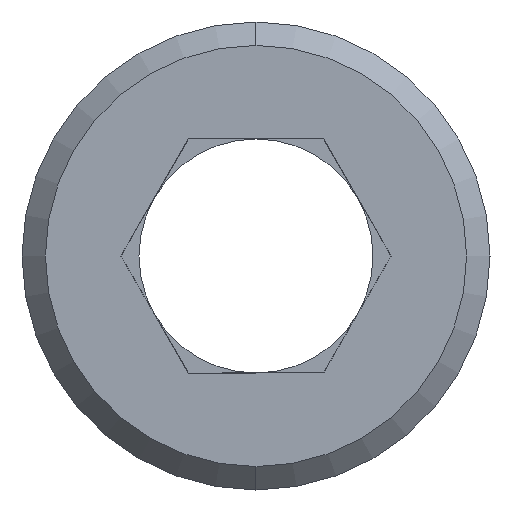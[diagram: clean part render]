
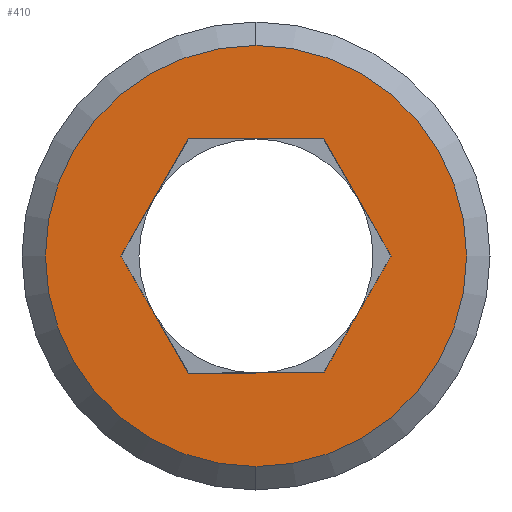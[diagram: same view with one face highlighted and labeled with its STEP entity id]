
A CAD part, left-side view. The second image highlights one B-rep face of the part: STEP entity #410.
In plain terms, the highlighted planar face has unit normal (-1, 0, 0).
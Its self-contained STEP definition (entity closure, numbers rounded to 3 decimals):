
#4 = CARTESIAN_POINT ( 'NONE',  ( -20., 1.443, -2.5 ) ) ;
#22 = DIRECTION ( 'NONE',  ( 0., 0.5, -0.866 ) ) ;
#30 = LINE ( 'NONE', #616, #625 ) ;
#31 = AXIS2_PLACEMENT_3D ( 'NONE', #959, #462, #257 ) ;
#44 = LINE ( 'NONE', #1193, #538 ) ;
#97 = CARTESIAN_POINT ( 'NONE',  ( -20., 0., 0. ) ) ;
#119 = CARTESIAN_POINT ( 'NONE',  ( -20., 0., -4.5 ) ) ;
#133 = LINE ( 'NONE', #1268, #1097 ) ;
#151 = EDGE_LOOP ( 'NONE', ( #1228, #964, #833, #170, #649, #1150 ) ) ;
#170 = ORIENTED_EDGE ( 'NONE', *, *, #548, .F. ) ;
#173 = EDGE_CURVE ( 'NONE', #1204, #238, #1240, .T. ) ;
#174 = DIRECTION ( 'NONE',  ( 1., 0., 0. ) ) ;
#180 = DIRECTION ( 'NONE',  ( 0., 1., 0. ) ) ;
#189 = PLANE ( 'NONE',  #1128 ) ;
#214 = VECTOR ( 'NONE', #841, 1000. ) ;
#238 = VERTEX_POINT ( 'NONE', #537 ) ;
#257 = DIRECTION ( 'NONE',  ( 0., 0., 1. ) ) ;
#266 = CARTESIAN_POINT ( 'NONE',  ( -20., 2.887, 0. ) ) ;
#284 = VERTEX_POINT ( 'NONE', #1123 ) ;
#320 = CARTESIAN_POINT ( 'NONE',  ( -20., -1.443, -2.5 ) ) ;
#323 = CARTESIAN_POINT ( 'NONE',  ( -20., -2.887, 0. ) ) ;
#390 = DIRECTION ( 'NONE',  ( 0., 0., -1. ) ) ;
#392 = DIRECTION ( 'NONE',  ( 0., 0., 1. ) ) ;
#410 = ADVANCED_FACE ( 'NONE', ( #422, #451 ), #189, .F. ) ;
#422 = FACE_BOUND ( 'NONE', #151, .T. ) ;
#451 = FACE_OUTER_BOUND ( 'NONE', #488, .T. ) ;
#455 = EDGE_CURVE ( 'NONE', #976, #284, #44, .T. ) ;
#462 = DIRECTION ( 'NONE',  ( -1., 0., 0. ) ) ;
#488 = EDGE_LOOP ( 'NONE', ( #1020, #802 ) ) ;
#537 = CARTESIAN_POINT ( 'NONE',  ( -20., 1.443, 2.5 ) ) ;
#538 = VECTOR ( 'NONE', #1092, 1000. ) ;
#540 = EDGE_CURVE ( 'NONE', #238, #814, #30, .T. ) ;
#548 = EDGE_CURVE ( 'NONE', #284, #1204, #1292, .T. ) ;
#588 = VECTOR ( 'NONE', #180, 1000. ) ;
#592 = DIRECTION ( 'NONE',  ( -1., 0., 0. ) ) ;
#616 = CARTESIAN_POINT ( 'NONE',  ( -20., 1.443, 2.5 ) ) ;
#625 = VECTOR ( 'NONE', #22, 1000. ) ;
#635 = AXIS2_PLACEMENT_3D ( 'NONE', #97, #592, #392 ) ;
#649 = ORIENTED_EDGE ( 'NONE', *, *, #455, .F. ) ;
#674 = CARTESIAN_POINT ( 'NONE',  ( -20., -1.443, 2.5 ) ) ;
#735 = CIRCLE ( 'NONE', #635, 4.5 ) ;
#744 = EDGE_CURVE ( 'NONE', #1202, #896, #1114, .T. ) ;
#779 = CARTESIAN_POINT ( 'NONE',  ( -20., 4.5, 0. ) ) ;
#780 = VECTOR ( 'NONE', #1219, 1000. ) ;
#781 = DIRECTION ( 'NONE',  ( 0., -0.5, -0.866 ) ) ;
#802 = ORIENTED_EDGE ( 'NONE', *, *, #1062, .T. ) ;
#814 = VERTEX_POINT ( 'NONE', #266 ) ;
#826 = CARTESIAN_POINT ( 'NONE',  ( -20., 1.443, -2.5 ) ) ;
#833 = ORIENTED_EDGE ( 'NONE', *, *, #173, .F. ) ;
#841 = DIRECTION ( 'NONE',  ( 0., 0.5, 0.866 ) ) ;
#896 = VERTEX_POINT ( 'NONE', #1205 ) ;
#938 = VERTEX_POINT ( 'NONE', #4 ) ;
#959 = CARTESIAN_POINT ( 'NONE',  ( -20., 0., 0. ) ) ;
#964 = ORIENTED_EDGE ( 'NONE', *, *, #540, .F. ) ;
#974 = EDGE_CURVE ( 'NONE', #938, #976, #1290, .T. ) ;
#976 = VERTEX_POINT ( 'NONE', #320 ) ;
#983 = EDGE_CURVE ( 'NONE', #814, #938, #133, .T. ) ;
#1020 = ORIENTED_EDGE ( 'NONE', *, *, #744, .T. ) ;
#1062 = EDGE_CURVE ( 'NONE', #896, #1202, #735, .T. ) ;
#1092 = DIRECTION ( 'NONE',  ( 0., -0.5, 0.866 ) ) ;
#1097 = VECTOR ( 'NONE', #781, 1000. ) ;
#1102 = CARTESIAN_POINT ( 'NONE',  ( -20., -1.443, 2.5 ) ) ;
#1114 = CIRCLE ( 'NONE', #31, 4.5 ) ;
#1123 = CARTESIAN_POINT ( 'NONE',  ( -20., -2.887, 0. ) ) ;
#1128 = AXIS2_PLACEMENT_3D ( 'NONE', #779, #174, #390 ) ;
#1150 = ORIENTED_EDGE ( 'NONE', *, *, #974, .F. ) ;
#1193 = CARTESIAN_POINT ( 'NONE',  ( -20., -1.443, -2.5 ) ) ;
#1202 = VERTEX_POINT ( 'NONE', #119 ) ;
#1204 = VERTEX_POINT ( 'NONE', #1102 ) ;
#1205 = CARTESIAN_POINT ( 'NONE',  ( -20., 0., 4.5 ) ) ;
#1219 = DIRECTION ( 'NONE',  ( 0., -1., 0. ) ) ;
#1228 = ORIENTED_EDGE ( 'NONE', *, *, #983, .F. ) ;
#1240 = LINE ( 'NONE', #674, #588 ) ;
#1268 = CARTESIAN_POINT ( 'NONE',  ( -20., 2.887, 0. ) ) ;
#1290 = LINE ( 'NONE', #826, #780 ) ;
#1292 = LINE ( 'NONE', #323, #214 ) ;
